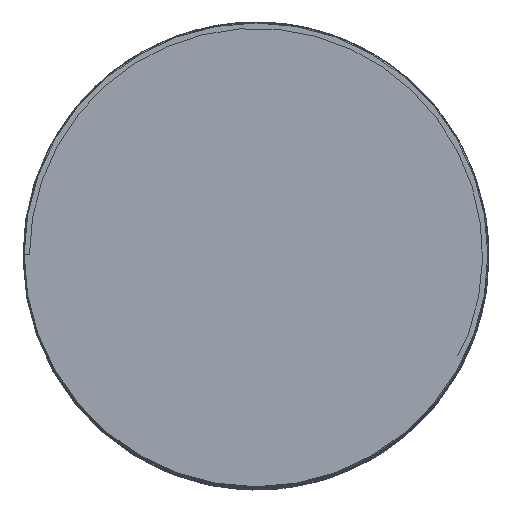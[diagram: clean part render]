
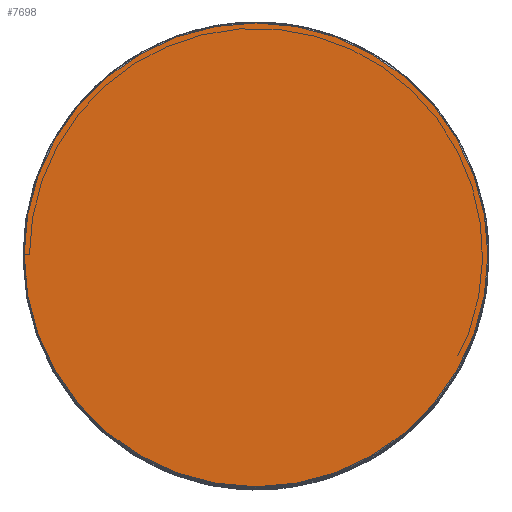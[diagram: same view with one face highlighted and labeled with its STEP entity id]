
A CAD part, top view. The second image highlights one B-rep face of the part: STEP entity #7698.
In plain terms, the highlighted planar face has unit normal (0, 0, 1).
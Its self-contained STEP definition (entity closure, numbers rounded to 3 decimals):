
#355 = DIRECTION ( 'NONE',  ( 0., 0., 1. ) ) ;
#787 = CIRCLE ( 'NONE', #12842, 8.96 ) ;
#1140 = CIRCLE ( 'NONE', #12884, 8.96 ) ;
#1966 = CARTESIAN_POINT ( 'NONE',  ( 0., 0., 59. ) ) ;
#2069 = DIRECTION ( 'NONE',  ( 1., 0., 0. ) ) ;
#3364 = CARTESIAN_POINT ( 'NONE',  ( 0., 0., 59. ) ) ;
#3685 = CARTESIAN_POINT ( 'NONE',  ( -8.96, 0., 59. ) ) ;
#4723 = DIRECTION ( 'NONE',  ( 0., 0., 1. ) ) ;
#5892 = FACE_OUTER_BOUND ( 'NONE', #10587, .T. ) ;
#7004 = VERTEX_POINT ( 'NONE', #3685 ) ;
#7558 = DIRECTION ( 'NONE',  ( 0., 0., 1. ) ) ;
#7640 = DIRECTION ( 'NONE',  ( 1., 0., 0. ) ) ;
#7698 = ADVANCED_FACE ( 'NONE', ( #5892 ), #16844, .T. ) ;
#10587 = EDGE_LOOP ( 'NONE', ( #12071, #12226 ) ) ;
#10954 = EDGE_CURVE ( 'NONE', #18022, #7004, #1140, .T. ) ;
#12034 = EDGE_CURVE ( 'NONE', #7004, #18022, #787, .T. ) ;
#12071 = ORIENTED_EDGE ( 'NONE', *, *, #12034, .T. ) ;
#12226 = ORIENTED_EDGE ( 'NONE', *, *, #10954, .T. ) ;
#12734 = CARTESIAN_POINT ( 'NONE',  ( 0., 0., 59. ) ) ;
#12842 = AXIS2_PLACEMENT_3D ( 'NONE', #1966, #4723, #7640 ) ;
#12884 = AXIS2_PLACEMENT_3D ( 'NONE', #3364, #7558, #2069 ) ;
#13782 = AXIS2_PLACEMENT_3D ( 'NONE', #12734, #355, #14502 ) ;
#14502 = DIRECTION ( 'NONE',  ( 1., 0., 0. ) ) ;
#15851 = CARTESIAN_POINT ( 'NONE',  ( 8.96, 0., 59. ) ) ;
#16844 = PLANE ( 'NONE',  #13782 ) ;
#18022 = VERTEX_POINT ( 'NONE', #15851 ) ;
